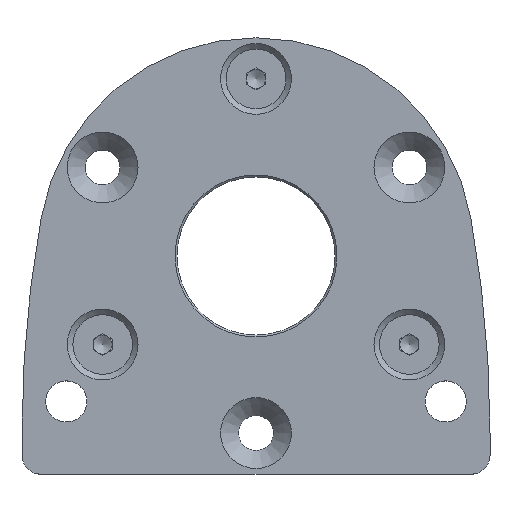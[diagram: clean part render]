
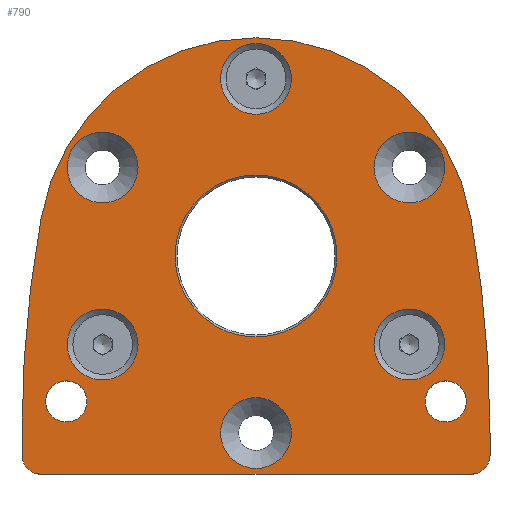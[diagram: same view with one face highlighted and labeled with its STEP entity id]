
A CAD part, top view. The second image highlights one B-rep face of the part: STEP entity #790.
In plain terms, the highlighted planar face has unit normal (0, 0, 1).
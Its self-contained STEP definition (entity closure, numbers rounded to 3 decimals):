
#52=CIRCLE('',#865,3.);
#54=CIRCLE('',#869,3.);
#56=CIRCLE('',#873,192.55);
#58=CIRCLE('',#876,34.5);
#60=CIRCLE('',#879,192.55);
#61=CIRCLE('',#881,5.6);
#62=CIRCLE('',#882,5.6);
#63=CIRCLE('',#883,5.6);
#64=CIRCLE('',#884,5.6);
#65=CIRCLE('',#885,5.6);
#66=CIRCLE('',#886,5.6);
#67=CIRCLE('',#887,12.8);
#68=CIRCLE('',#888,3.25);
#69=CIRCLE('',#889,3.25);
#161=ORIENTED_EDGE('',*,*,#339,.F.);
#162=ORIENTED_EDGE('',*,*,#340,.F.);
#163=ORIENTED_EDGE('',*,*,#341,.F.);
#164=ORIENTED_EDGE('',*,*,#342,.F.);
#165=ORIENTED_EDGE('',*,*,#343,.F.);
#166=ORIENTED_EDGE('',*,*,#344,.F.);
#167=ORIENTED_EDGE('',*,*,#345,.T.);
#168=ORIENTED_EDGE('',*,*,#346,.T.);
#169=ORIENTED_EDGE('',*,*,#347,.T.);
#170=ORIENTED_EDGE('',*,*,#317,.T.);
#171=ORIENTED_EDGE('',*,*,#321,.T.);
#172=ORIENTED_EDGE('',*,*,#324,.T.);
#173=ORIENTED_EDGE('',*,*,#327,.T.);
#174=ORIENTED_EDGE('',*,*,#330,.T.);
#175=ORIENTED_EDGE('',*,*,#333,.T.);
#176=ORIENTED_EDGE('',*,*,#336,.T.);
#177=ORIENTED_EDGE('',*,*,#338,.T.);
#317=EDGE_CURVE('',#411,#410,#484,.T.);
#321=EDGE_CURVE('',#410,#413,#52,.T.);
#324=EDGE_CURVE('',#413,#415,#489,.T.);
#327=EDGE_CURVE('',#415,#417,#54,.T.);
#330=EDGE_CURVE('',#417,#419,#493,.T.);
#333=EDGE_CURVE('',#419,#421,#56,.T.);
#336=EDGE_CURVE('',#421,#423,#58,.T.);
#338=EDGE_CURVE('',#423,#411,#60,.T.);
#339=EDGE_CURVE('',#424,#424,#61,.T.);
#340=EDGE_CURVE('',#425,#425,#62,.T.);
#341=EDGE_CURVE('',#426,#426,#63,.T.);
#342=EDGE_CURVE('',#427,#427,#64,.T.);
#343=EDGE_CURVE('',#428,#428,#65,.T.);
#344=EDGE_CURVE('',#429,#429,#66,.T.);
#345=EDGE_CURVE('',#430,#430,#67,.T.);
#346=EDGE_CURVE('',#431,#431,#68,.T.);
#347=EDGE_CURVE('',#432,#432,#69,.T.);
#410=VERTEX_POINT('',#1247);
#411=VERTEX_POINT('',#1249);
#413=VERTEX_POINT('',#1255);
#415=VERTEX_POINT('',#1261);
#417=VERTEX_POINT('',#1267);
#419=VERTEX_POINT('',#1273);
#421=VERTEX_POINT('',#1279);
#423=VERTEX_POINT('',#1285);
#424=VERTEX_POINT('',#1292);
#425=VERTEX_POINT('',#1294);
#426=VERTEX_POINT('',#1296);
#427=VERTEX_POINT('',#1298);
#428=VERTEX_POINT('',#1300);
#429=VERTEX_POINT('',#1302);
#430=VERTEX_POINT('',#1304);
#431=VERTEX_POINT('',#1306);
#432=VERTEX_POINT('',#1308);
#484=LINE('',#1248,#522);
#489=LINE('',#1262,#527);
#493=LINE('',#1274,#531);
#522=VECTOR('',#981,1000.);
#527=VECTOR('',#994,1000.);
#531=VECTOR('',#1006,1000.);
#566=EDGE_LOOP('',(#161));
#567=EDGE_LOOP('',(#162));
#568=EDGE_LOOP('',(#163));
#569=EDGE_LOOP('',(#164));
#570=EDGE_LOOP('',(#165));
#571=EDGE_LOOP('',(#166));
#572=EDGE_LOOP('',(#167));
#573=EDGE_LOOP('',(#168));
#574=EDGE_LOOP('',(#169));
#575=EDGE_LOOP('',(#170,#171,#172,#173,#174,#175,#176,#177));
#668=FACE_BOUND('',#566,.T.);
#669=FACE_BOUND('',#567,.T.);
#670=FACE_BOUND('',#568,.T.);
#671=FACE_BOUND('',#569,.T.);
#672=FACE_BOUND('',#570,.T.);
#673=FACE_BOUND('',#571,.T.);
#674=FACE_BOUND('',#572,.T.);
#675=FACE_BOUND('',#573,.T.);
#676=FACE_BOUND('',#574,.T.);
#677=FACE_BOUND('',#575,.T.);
#766=PLANE('',#880);
#790=ADVANCED_FACE('',(#668,#669,#670,#671,#672,#673,#674,#675,#676,#677),
#766,.T.);
#865=AXIS2_PLACEMENT_3D('',#1256,#988,#989);
#869=AXIS2_PLACEMENT_3D('',#1268,#1000,#1001);
#873=AXIS2_PLACEMENT_3D('',#1280,#1012,#1013);
#876=AXIS2_PLACEMENT_3D('',#1286,#1019,#1020);
#879=AXIS2_PLACEMENT_3D('',#1289,#1025,#1026);
#880=AXIS2_PLACEMENT_3D('',#1290,#1027,#1028);
#881=AXIS2_PLACEMENT_3D('',#1291,#1029,#1030);
#882=AXIS2_PLACEMENT_3D('',#1293,#1031,#1032);
#883=AXIS2_PLACEMENT_3D('',#1295,#1033,#1034);
#884=AXIS2_PLACEMENT_3D('',#1297,#1035,#1036);
#885=AXIS2_PLACEMENT_3D('',#1299,#1037,#1038);
#886=AXIS2_PLACEMENT_3D('',#1301,#1039,#1040);
#887=AXIS2_PLACEMENT_3D('',#1303,#1041,#1042);
#888=AXIS2_PLACEMENT_3D('',#1305,#1043,#1044);
#889=AXIS2_PLACEMENT_3D('',#1307,#1045,#1046);
#981=DIRECTION('',(0.,-1.,0.));
#988=DIRECTION('',(0.,0.,1.));
#989=DIRECTION('',(1.,0.,0.));
#994=DIRECTION('',(1.,0.,0.));
#1000=DIRECTION('',(0.,0.,1.));
#1001=DIRECTION('',(1.,0.,0.));
#1006=DIRECTION('',(0.,1.,0.));
#1012=DIRECTION('',(0.,0.,1.));
#1013=DIRECTION('',(1.,0.,0.));
#1019=DIRECTION('',(0.,0.,1.));
#1020=DIRECTION('',(1.,0.,0.));
#1025=DIRECTION('',(0.,0.,1.));
#1026=DIRECTION('',(1.,0.,0.));
#1027=DIRECTION('',(0.,0.,1.));
#1028=DIRECTION('',(1.,0.,0.));
#1029=DIRECTION('',(0.,0.,1.));
#1030=DIRECTION('',(1.,0.,0.));
#1031=DIRECTION('',(0.,0.,1.));
#1032=DIRECTION('',(1.,0.,0.));
#1033=DIRECTION('',(0.,0.,1.));
#1034=DIRECTION('',(1.,0.,0.));
#1035=DIRECTION('',(0.,0.,1.));
#1036=DIRECTION('',(1.,0.,0.));
#1037=DIRECTION('',(0.,0.,1.));
#1038=DIRECTION('',(1.,0.,0.));
#1039=DIRECTION('',(0.,0.,1.));
#1040=DIRECTION('',(1.,0.,0.));
#1041=DIRECTION('',(0.,0.,-1.));
#1042=DIRECTION('',(0.,1.,0.));
#1043=DIRECTION('',(0.,0.,-1.));
#1044=DIRECTION('',(-1.,0.,0.));
#1045=DIRECTION('',(0.,0.,-1.));
#1046=DIRECTION('',(-1.,0.,0.));
#1247=CARTESIAN_POINT('',(-37.,-31.5,5.));
#1248=CARTESIAN_POINT('',(-37.,-28.,5.));
#1249=CARTESIAN_POINT('',(-37.,-28.,5.));
#1255=CARTESIAN_POINT('',(-34.,-34.5,5.));
#1256=CARTESIAN_POINT('',(-34.,-31.5,5.));
#1261=CARTESIAN_POINT('',(34.,-34.5,5.));
#1262=CARTESIAN_POINT('',(-34.,-34.5,5.));
#1267=CARTESIAN_POINT('',(37.,-31.5,5.));
#1268=CARTESIAN_POINT('',(34.,-31.5,5.));
#1273=CARTESIAN_POINT('',(37.,-28.,5.));
#1274=CARTESIAN_POINT('',(37.,-31.5,5.));
#1279=CARTESIAN_POINT('',(33.954,6.112,5.));
#1280=CARTESIAN_POINT('',(-155.55,-28.,5.));
#1285=CARTESIAN_POINT('',(-33.954,6.112,5.));
#1286=CARTESIAN_POINT('',(0.,0.,5.));
#1289=CARTESIAN_POINT('',(155.55,-28.,5.));
#1290=CARTESIAN_POINT('',(-34.,-31.5,5.));
#1291=CARTESIAN_POINT('',(0.,28.,5.));
#1292=CARTESIAN_POINT('',(5.6,28.,5.));
#1293=CARTESIAN_POINT('',(-24.249,14.,5.));
#1294=CARTESIAN_POINT('',(-18.649,14.,5.));
#1295=CARTESIAN_POINT('',(-24.249,-14.,5.));
#1296=CARTESIAN_POINT('',(-18.649,-14.,5.));
#1297=CARTESIAN_POINT('',(24.249,-14.,5.));
#1298=CARTESIAN_POINT('',(29.849,-14.,5.));
#1299=CARTESIAN_POINT('',(24.249,14.,5.));
#1300=CARTESIAN_POINT('',(29.849,14.,5.));
#1301=CARTESIAN_POINT('',(0.,-28.,5.));
#1302=CARTESIAN_POINT('',(5.6,-28.,5.));
#1303=CARTESIAN_POINT('',(0.,0.,5.));
#1304=CARTESIAN_POINT('',(0.,12.8,5.));
#1305=CARTESIAN_POINT('',(-30.,-23.,5.));
#1306=CARTESIAN_POINT('',(-33.25,-23.,5.));
#1307=CARTESIAN_POINT('',(30.,-23.,5.));
#1308=CARTESIAN_POINT('',(26.75,-23.,5.));
